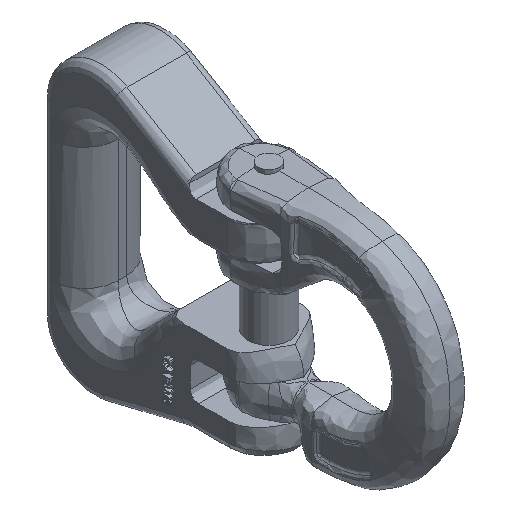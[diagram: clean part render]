
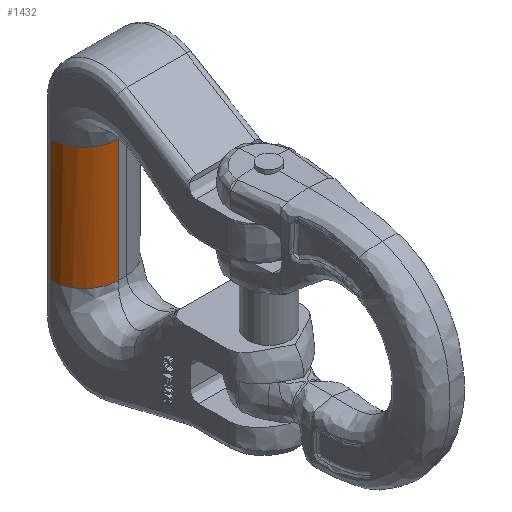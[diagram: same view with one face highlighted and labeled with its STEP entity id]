
A CAD part, isometric view. The second image highlights one B-rep face of the part: STEP entity #1432.
In plain terms, the highlighted cylindrical face has radius 8 mm (diameter 16 mm), a partial arc.
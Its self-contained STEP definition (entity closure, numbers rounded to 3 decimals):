
#287=(
BOUNDED_CURVE()
B_SPLINE_CURVE(2,(#8464,#8465,#8466),.UNSPECIFIED.,.F.,.F.)
B_SPLINE_CURVE_WITH_KNOTS((3,3),(0.,1.),.UNSPECIFIED.)
CURVE()
GEOMETRIC_REPRESENTATION_ITEM()
RATIONAL_B_SPLINE_CURVE((1.,0.707,1.))
REPRESENTATION_ITEM('')
);
#369=LINE('',#8364,#558);
#379=LINE('',#8463,#568);
#558=VECTOR('',#6397,1.);
#568=VECTOR('',#6433,1.);
#796=B_SPLINE_CURVE_WITH_KNOTS('',3,(#8427,#8428,#8429,#8430,#8431,#8432),
 .UNSPECIFIED.,.F.,.F.,(4,2,4),(0.,0.5,1.),.UNSPECIFIED.);
#1307=CYLINDRICAL_SURFACE('',#5957,8.);
#1432=ADVANCED_FACE('',(#1851),#1307,.T.);
#1851=FACE_OUTER_BOUND('',#2205,.T.);
#2205=EDGE_LOOP('',(#2790,#2791,#2792,#2793));
#2790=ORIENTED_EDGE('',*,*,#5032,.T.);
#2791=ORIENTED_EDGE('',*,*,#5033,.F.);
#2792=ORIENTED_EDGE('',*,*,#5034,.F.);
#2793=ORIENTED_EDGE('',*,*,#5014,.F.);
#4351=VERTEX_POINT('',#7360);
#4428=VERTEX_POINT('',#8222);
#4438=VERTEX_POINT('',#8322);
#4440=VERTEX_POINT('',#8362);
#5014=EDGE_CURVE('',#4440,#4438,#369,.T.);
#5032=EDGE_CURVE('',#4440,#4428,#796,.T.);
#5033=EDGE_CURVE('',#4351,#4428,#379,.T.);
#5034=EDGE_CURVE('',#4438,#4351,#287,.T.);
#5957=AXIS2_PLACEMENT_3D('',#8467,#6434,#6435);
#6397=DIRECTION('',(0.,0.,-1.));
#6433=DIRECTION('',(0.,0.,1.));
#6434=DIRECTION('',(0.,0.,1.));
#6435=DIRECTION('',(-1.,0.,0.));
#7360=CARTESIAN_POINT('',(-9.,42.8,13.619));
#8222=CARTESIAN_POINT('',(-9.,42.8,42.619));
#8322=CARTESIAN_POINT('',(-1.,34.8,13.619));
#8362=CARTESIAN_POINT('',(-1.,34.8,42.619));
#8364=CARTESIAN_POINT('',(-1.,34.8,13.619));
#8427=CARTESIAN_POINT('',(-1.,34.8,42.619));
#8428=CARTESIAN_POINT('',(-3.094,34.8,42.619));
#8429=CARTESIAN_POINT('',(-5.176,35.662,42.619));
#8430=CARTESIAN_POINT('',(-8.138,38.624,42.619));
#8431=CARTESIAN_POINT('',(-9.,40.706,42.619));
#8432=CARTESIAN_POINT('',(-9.,42.8,42.619));
#8463=CARTESIAN_POINT('',(-9.,42.8,13.619));
#8464=CARTESIAN_POINT('',(-1.,34.8,13.619));
#8465=CARTESIAN_POINT('',(-9.,34.8,13.619));
#8466=CARTESIAN_POINT('',(-9.,42.8,13.619));
#8467=CARTESIAN_POINT('',(-1.,42.8,13.619));
